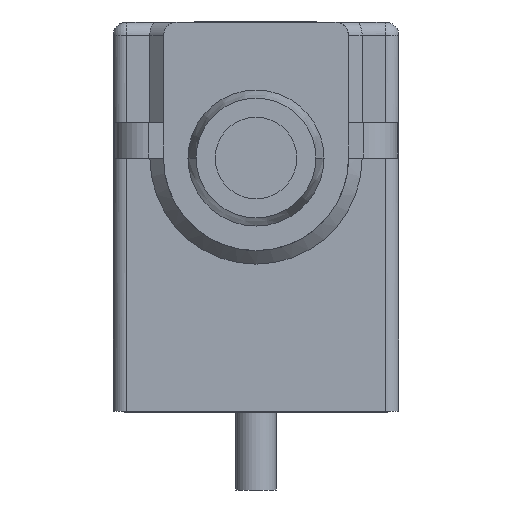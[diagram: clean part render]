
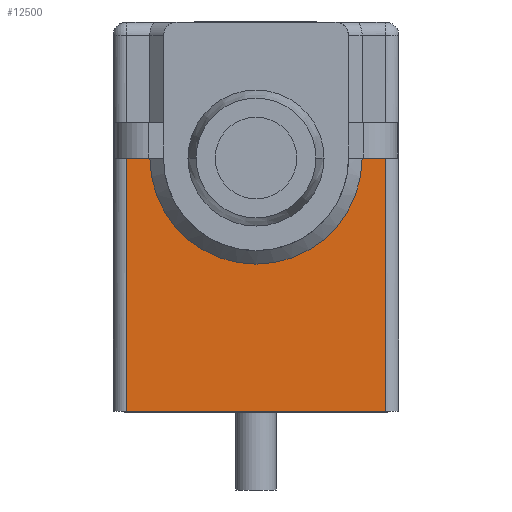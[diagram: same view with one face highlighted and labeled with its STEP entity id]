
A CAD part, front view. The second image highlights one B-rep face of the part: STEP entity #12500.
In plain terms, the highlighted planar face has unit normal (0, -1, 0).
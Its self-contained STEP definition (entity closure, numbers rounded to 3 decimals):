
#994 = VECTOR ( 'NONE', #11655, 1000. ) ;
#1080 = ORIENTED_EDGE ( 'NONE', *, *, #5544, .T. ) ;
#1158 = ORIENTED_EDGE ( 'NONE', *, *, #12484, .F. ) ;
#1447 = VECTOR ( 'NONE', #6432, 1000. ) ;
#1751 = VERTEX_POINT ( 'NONE', #12741 ) ;
#2388 = LINE ( 'NONE', #12454, #1447 ) ;
#2408 = LINE ( 'NONE', #10592, #5869 ) ;
#2722 = VERTEX_POINT ( 'NONE', #9568 ) ;
#2793 = EDGE_CURVE ( 'NONE', #2722, #1751, #2408, .T. ) ;
#3429 = FACE_OUTER_BOUND ( 'NONE', #12733, .T. ) ;
#3460 = PLANE ( 'NONE',  #6094 ) ;
#4042 = DIRECTION ( 'NONE',  ( 0., 0., -1. ) ) ;
#4247 = VERTEX_POINT ( 'NONE', #4472 ) ;
#4308 = CARTESIAN_POINT ( 'NONE',  ( -9.5, -14.2, 16.198 ) ) ;
#4331 = CARTESIAN_POINT ( 'NONE',  ( 9.5, -14.2, 16.198 ) ) ;
#4416 = DIRECTION ( 'NONE',  ( -1., 0., 0. ) ) ;
#4472 = CARTESIAN_POINT ( 'NONE',  ( -7.8, -14.2, 16.198 ) ) ;
#4629 = CARTESIAN_POINT ( 'NONE',  ( 9.5, -14.2, 16.198 ) ) ;
#4687 = VERTEX_POINT ( 'NONE', #11795 ) ;
#4824 = VECTOR ( 'NONE', #4416, 1000. ) ;
#5069 = CIRCLE ( 'NONE', #5425, 7.8 ) ;
#5203 = ORIENTED_EDGE ( 'NONE', *, *, #7610, .F. ) ;
#5300 = DIRECTION ( 'NONE',  ( 0., -1., 0. ) ) ;
#5425 = AXIS2_PLACEMENT_3D ( 'NONE', #10265, #5300, #9375 ) ;
#5544 = EDGE_CURVE ( 'NONE', #4247, #11772, #2388, .T. ) ;
#5869 = VECTOR ( 'NONE', #6563, 1000. ) ;
#6070 = LINE ( 'NONE', #10466, #4824 ) ;
#6086 = VERTEX_POINT ( 'NONE', #7309 ) ;
#6094 = AXIS2_PLACEMENT_3D ( 'NONE', #4331, #8472, #7374 ) ;
#6291 = LINE ( 'NONE', #12137, #11368 ) ;
#6432 = DIRECTION ( 'NONE',  ( -1., 0., 0. ) ) ;
#6444 = ORIENTED_EDGE ( 'NONE', *, *, #10254, .F. ) ;
#6530 = ORIENTED_EDGE ( 'NONE', *, *, #11723, .T. ) ;
#6563 = DIRECTION ( 'NONE',  ( -1., 0., 0. ) ) ;
#7309 = CARTESIAN_POINT ( 'NONE',  ( 9.5, -14.2, -2.402 ) ) ;
#7374 = DIRECTION ( 'NONE',  ( -1., 0., 0. ) ) ;
#7610 = EDGE_CURVE ( 'NONE', #4247, #1751, #5069, .T. ) ;
#7809 = ORIENTED_EDGE ( 'NONE', *, *, #2793, .T. ) ;
#8472 = DIRECTION ( 'NONE',  ( 0., -1., 0. ) ) ;
#9375 = DIRECTION ( 'NONE',  ( 1., 0., 0. ) ) ;
#9568 = CARTESIAN_POINT ( 'NONE',  ( 9.5, -14.2, 16.198 ) ) ;
#10254 = EDGE_CURVE ( 'NONE', #2722, #6086, #12807, .T. ) ;
#10265 = CARTESIAN_POINT ( 'NONE',  ( 0., -14.2, 16.198 ) ) ;
#10466 = CARTESIAN_POINT ( 'NONE',  ( 9.5, -14.2, -2.402 ) ) ;
#10592 = CARTESIAN_POINT ( 'NONE',  ( 9.5, -14.2, 16.198 ) ) ;
#11368 = VECTOR ( 'NONE', #4042, 1000. ) ;
#11655 = DIRECTION ( 'NONE',  ( 0., 0., -1. ) ) ;
#11723 = EDGE_CURVE ( 'NONE', #11772, #4687, #6291, .T. ) ;
#11772 = VERTEX_POINT ( 'NONE', #4308 ) ;
#11795 = CARTESIAN_POINT ( 'NONE',  ( -9.5, -14.2, -2.402 ) ) ;
#12137 = CARTESIAN_POINT ( 'NONE',  ( -9.5, -14.2, 16.198 ) ) ;
#12454 = CARTESIAN_POINT ( 'NONE',  ( -7.8, -14.2, 16.198 ) ) ;
#12484 = EDGE_CURVE ( 'NONE', #6086, #4687, #6070, .T. ) ;
#12500 = ADVANCED_FACE ( 'NONE', ( #3429 ), #3460, .T. ) ;
#12733 = EDGE_LOOP ( 'NONE', ( #1080, #6530, #1158, #6444, #7809, #5203 ) ) ;
#12741 = CARTESIAN_POINT ( 'NONE',  ( 7.8, -14.2, 16.198 ) ) ;
#12807 = LINE ( 'NONE', #4629, #994 ) ;
